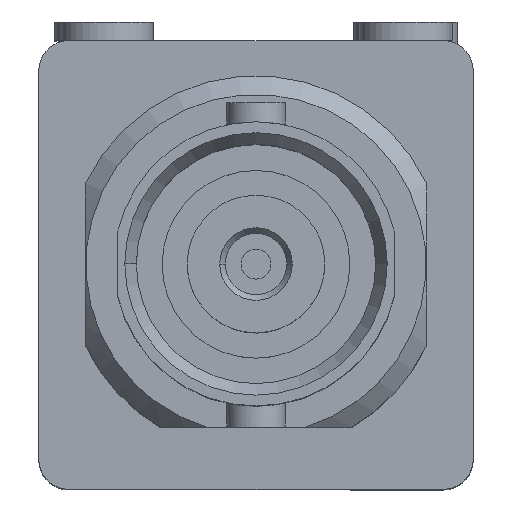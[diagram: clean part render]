
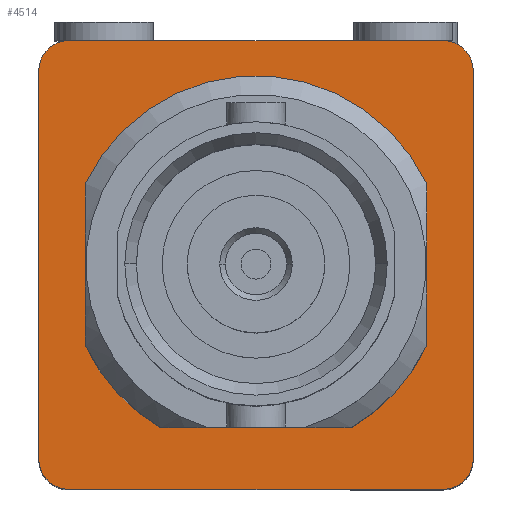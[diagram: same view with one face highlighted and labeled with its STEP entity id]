
A CAD part, top view. The second image highlights one B-rep face of the part: STEP entity #4514.
In plain terms, the highlighted planar face has unit normal (0, 0, 1).
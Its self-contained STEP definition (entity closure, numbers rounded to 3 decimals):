
#3614=CARTESIAN_POINT('',(-6.363,7.62,14.732));
#3615=VERTEX_POINT('',#3614);
#3622=CARTESIAN_POINT('',(6.363,7.62,14.732));
#3623=VERTEX_POINT('',#3622);
#3624=CARTESIAN_POINT('',(-6.363,7.62,14.732));
#3625=DIRECTION('',(1.0,0.0,0.0));
#3626=VECTOR('',#3625,12.725);
#3627=LINE('',#3624,#3626);
#3628=EDGE_CURVE('',#3615,#3623,#3627,.T.);
#4299=CARTESIAN_POINT('',(7.379,-6.604,14.732));
#4300=VERTEX_POINT('',#4299);
#4307=CARTESIAN_POINT('',(6.363,-7.62,14.732));
#4308=VERTEX_POINT('',#4307);
#4309=CARTESIAN_POINT('',(6.363,-6.604,14.732));
#4310=DIRECTION('',(0.0,0.0,-1.0));
#4311=DIRECTION('',(0.707,-0.707,0.0));
#4312=AXIS2_PLACEMENT_3D('',#4309,#4310,#4311);
#4313=CIRCLE('',#4312,1.016);
#4314=EDGE_CURVE('',#4300,#4308,#4313,.T.);
#4338=CARTESIAN_POINT('',(7.379,6.604,14.732));
#4339=VERTEX_POINT('',#4338);
#4346=CARTESIAN_POINT('',(7.379,6.604,14.732));
#4347=DIRECTION('',(0.0,-1.0,0.0));
#4348=VECTOR('',#4347,13.208);
#4349=LINE('',#4346,#4348);
#4350=EDGE_CURVE('',#4339,#4300,#4349,.T.);
#4369=CARTESIAN_POINT('',(6.363,6.604,14.732));
#4370=DIRECTION('',(0.0,0.0,-1.0));
#4371=DIRECTION('',(0.707,0.707,0.0));
#4372=AXIS2_PLACEMENT_3D('',#4369,#4370,#4371);
#4373=CIRCLE('',#4372,1.016);
#4374=EDGE_CURVE('',#3623,#4339,#4373,.T.);
#4394=CARTESIAN_POINT('',(-7.379,6.604,14.732));
#4395=VERTEX_POINT('',#4394);
#4402=CARTESIAN_POINT('',(-6.363,6.604,14.732));
#4403=DIRECTION('',(0.0,0.0,-1.0));
#4404=DIRECTION('',(-0.707,0.707,0.0));
#4405=AXIS2_PLACEMENT_3D('',#4402,#4403,#4404);
#4406=CIRCLE('',#4405,1.016);
#4407=EDGE_CURVE('',#4395,#3615,#4406,.T.);
#4426=CARTESIAN_POINT('',(-7.379,-6.604,14.732));
#4427=VERTEX_POINT('',#4426);
#4434=CARTESIAN_POINT('',(-7.379,-6.604,14.732));
#4435=DIRECTION('',(0.0,1.0,0.0));
#4436=VECTOR('',#4435,13.208);
#4437=LINE('',#4434,#4436);
#4438=EDGE_CURVE('',#4427,#4395,#4437,.T.);
#4458=CARTESIAN_POINT('',(-6.363,-7.62,14.732));
#4459=VERTEX_POINT('',#4458);
#4466=CARTESIAN_POINT('',(-6.363,-6.604,14.732));
#4467=DIRECTION('',(0.0,0.0,-1.0));
#4468=DIRECTION('',(-0.707,-0.707,0.0));
#4469=AXIS2_PLACEMENT_3D('',#4466,#4467,#4468);
#4470=CIRCLE('',#4469,1.016);
#4471=EDGE_CURVE('',#4459,#4427,#4470,.T.);
#4489=CARTESIAN_POINT('',(6.363,-7.62,14.732));
#4490=DIRECTION('',(-1.0,0.0,0.0));
#4491=VECTOR('',#4490,12.725);
#4492=LINE('',#4489,#4491);
#4493=EDGE_CURVE('',#4308,#4459,#4492,.T.);
#4499=CARTESIAN_POINT('',(0.,0.,14.732));
#4500=DIRECTION('',(0.0,0.0,1.0));
#4501=DIRECTION('',(1.0,0.0,0.0));
#4502=AXIS2_PLACEMENT_3D('',#4499,#4500,#4501);
#4503=PLANE('',#4502);
#4504=ORIENTED_EDGE('',*,*,#4493,.F.);
#4505=ORIENTED_EDGE('',*,*,#4314,.F.);
#4506=ORIENTED_EDGE('',*,*,#4350,.F.);
#4507=ORIENTED_EDGE('',*,*,#4374,.F.);
#4508=ORIENTED_EDGE('',*,*,#3628,.F.);
#4509=ORIENTED_EDGE('',*,*,#4407,.F.);
#4510=ORIENTED_EDGE('',*,*,#4438,.F.);
#4511=ORIENTED_EDGE('',*,*,#4471,.F.);
#4512=EDGE_LOOP('',(#4504,#4505,#4506,#4507,#4508,#4509,#4510,#4511));
#4513=FACE_OUTER_BOUND('',#4512,.T.);
#4514=ADVANCED_FACE('',(#4513),#4503,.T.);
